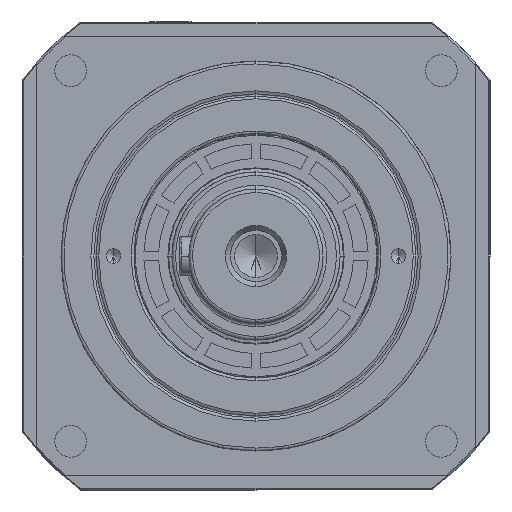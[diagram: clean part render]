
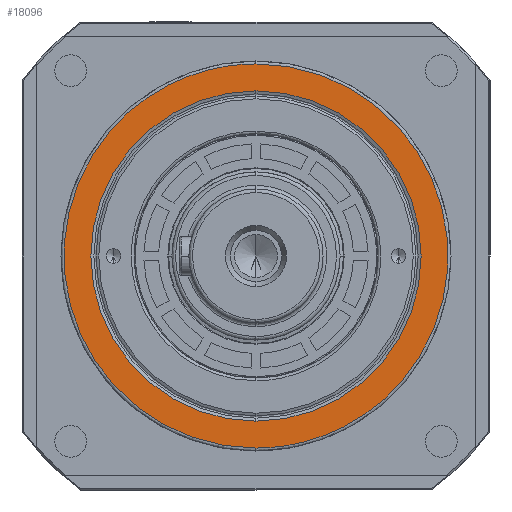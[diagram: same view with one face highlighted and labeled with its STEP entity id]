
A CAD part, left-side view. The second image highlights one B-rep face of the part: STEP entity #18096.
In plain terms, the highlighted planar face has unit normal (-1, 0, 0).
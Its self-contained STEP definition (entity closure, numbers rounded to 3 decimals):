
#87 = CARTESIAN_POINT ( 'NONE',  ( -110.5, -157.6, -78.8 ) ) ;
#261 = EDGE_CURVE ( 'NONE', #8057, #16593, #5672, .T. ) ;
#364 = AXIS2_PLACEMENT_3D ( 'NONE', #23986, #20162, #10082 ) ;
#832 = ORIENTED_EDGE ( 'NONE', *, *, #20602, .F. ) ;
#1488 = AXIS2_PLACEMENT_3D ( 'NONE', #7584, #23170, #3632 ) ;
#2158 =( BOUNDED_CURVE ( )  B_SPLINE_CURVE ( 3, ( #20296, #2323, #87, #10083 ),
 .UNSPECIFIED., .F., .F. ) 
 B_SPLINE_CURVE_WITH_KNOTS ( ( 4, 4 ),
 ( 0., 1. ),
 .UNSPECIFIED. ) 
 CURVE ( )  GEOMETRIC_REPRESENTATION_ITEM ( )  RATIONAL_B_SPLINE_CURVE ( ( 1., 0.333, 0.333, 1. ) ) 
 REPRESENTATION_ITEM ( '' )  );
#2323 = CARTESIAN_POINT ( 'NONE',  ( -110.5, -157.6, 78.8 ) ) ;
#2469 = CARTESIAN_POINT ( 'NONE',  ( -110.5, 0., 0. ) ) ;
#2753 = CARTESIAN_POINT ( 'NONE',  ( -110.5, 0., -78.8 ) ) ;
#3025 = ORIENTED_EDGE ( 'NONE', *, *, #7054, .F. ) ;
#3632 = DIRECTION ( 'NONE',  ( 0., 0., 1. ) ) ;
#4562 = FACE_BOUND ( 'NONE', #8212, .T. ) ;
#5004 = CARTESIAN_POINT ( 'NONE',  ( -110.5, 157.6, -78.8 ) ) ;
#5258 = CARTESIAN_POINT ( 'NONE',  ( -110.5, 0., -78.8 ) ) ;
#5672 = CIRCLE ( 'NONE', #1488, 67.75 ) ;
#7054 = EDGE_CURVE ( 'NONE', #20394, #15558, #11059, .T. ) ;
#7122 = ORIENTED_EDGE ( 'NONE', *, *, #261, .T. ) ;
#7584 = CARTESIAN_POINT ( 'NONE',  ( -110.5, 0., 0. ) ) ;
#8057 = VERTEX_POINT ( 'NONE', #12963 ) ;
#8212 = EDGE_LOOP ( 'NONE', ( #18089, #7122 ) ) ;
#10082 = DIRECTION ( 'NONE',  ( 0., 0., 1. ) ) ;
#10083 = CARTESIAN_POINT ( 'NONE',  ( -110.5, 0., -78.8 ) ) ;
#11059 =( BOUNDED_CURVE ( )  B_SPLINE_CURVE ( 3, ( #5258, #5004, #14971, #18786 ),
 .UNSPECIFIED., .F., .F. ) 
 B_SPLINE_CURVE_WITH_KNOTS ( ( 4, 4 ),
 ( 0., 1. ),
 .UNSPECIFIED. ) 
 CURVE ( )  GEOMETRIC_REPRESENTATION_ITEM ( )  RATIONAL_B_SPLINE_CURVE ( ( 1., 0.333, 0.333, 1. ) ) 
 REPRESENTATION_ITEM ( '' )  );
#12963 = CARTESIAN_POINT ( 'NONE',  ( -110.5, 0., -67.75 ) ) ;
#13701 = AXIS2_PLACEMENT_3D ( 'NONE', #2469, #14263, #22273 ) ;
#14135 = PLANE ( 'NONE',  #364 ) ;
#14263 = DIRECTION ( 'NONE',  ( 1., 0., 0. ) ) ;
#14971 = CARTESIAN_POINT ( 'NONE',  ( -110.5, 157.6, 78.8 ) ) ;
#15558 = VERTEX_POINT ( 'NONE', #25568 ) ;
#16593 = VERTEX_POINT ( 'NONE', #17728 ) ;
#17728 = CARTESIAN_POINT ( 'NONE',  ( -110.5, 0., 67.75 ) ) ;
#18089 = ORIENTED_EDGE ( 'NONE', *, *, #22028, .T. ) ;
#18096 = ADVANCED_FACE ( 'NONE', ( #4562, #22265 ), #14135, .T. ) ;
#18786 = CARTESIAN_POINT ( 'NONE',  ( -110.5, 0., 78.8 ) ) ;
#20162 = DIRECTION ( 'NONE',  ( -1., 0., 0. ) ) ;
#20296 = CARTESIAN_POINT ( 'NONE',  ( -110.5, 0., 78.8 ) ) ;
#20381 = CIRCLE ( 'NONE', #13701, 67.75 ) ;
#20394 = VERTEX_POINT ( 'NONE', #2753 ) ;
#20602 = EDGE_CURVE ( 'NONE', #15558, #20394, #2158, .T. ) ;
#22028 = EDGE_CURVE ( 'NONE', #16593, #8057, #20381, .T. ) ;
#22265 = FACE_OUTER_BOUND ( 'NONE', #24734, .T. ) ;
#22273 = DIRECTION ( 'NONE',  ( 0., 0., 1. ) ) ;
#23170 = DIRECTION ( 'NONE',  ( 1., 0., 0. ) ) ;
#23986 = CARTESIAN_POINT ( 'NONE',  ( -110.5, 0., 0. ) ) ;
#24734 = EDGE_LOOP ( 'NONE', ( #3025, #832 ) ) ;
#25568 = CARTESIAN_POINT ( 'NONE',  ( -110.5, 0., 78.8 ) ) ;
